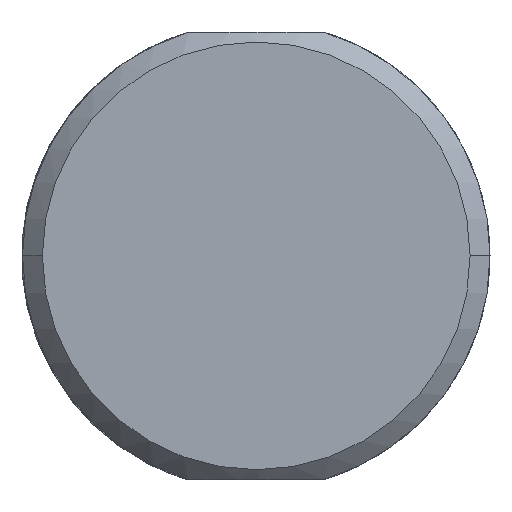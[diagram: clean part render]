
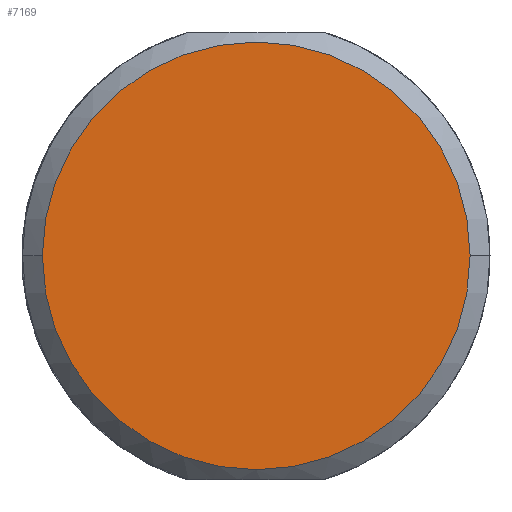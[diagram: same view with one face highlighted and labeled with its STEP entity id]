
A CAD part, front view. The second image highlights one B-rep face of the part: STEP entity #7169.
In plain terms, the highlighted planar face has unit normal (0, -1, 0).
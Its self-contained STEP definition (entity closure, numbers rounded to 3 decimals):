
#1544 = EDGE_CURVE ( 'NONE', #3332, #1694, #4230, .T. ) ;
#1694 = VERTEX_POINT ( 'NONE', #5912 ) ;
#2235 = DIRECTION ( 'NONE',  ( -1., 0., 0. ) ) ;
#3056 = CARTESIAN_POINT ( 'NONE',  ( 0., -60., 0. ) ) ;
#3332 = VERTEX_POINT ( 'NONE', #12245 ) ;
#4230 = CIRCLE ( 'NONE', #7161, 21.5 ) ;
#4599 = CARTESIAN_POINT ( 'NONE',  ( 0., -60., 0. ) ) ;
#5912 = CARTESIAN_POINT ( 'NONE',  ( 21.5, -60., 0. ) ) ;
#7161 = AXIS2_PLACEMENT_3D ( 'NONE', #9854, #14818, #2235 ) ;
#7169 = ADVANCED_FACE ( 'NONE', ( #10475 ), #10356, .F. ) ;
#7344 = CIRCLE ( 'NONE', #16001, 21.5 ) ;
#8081 = DIRECTION ( 'NONE',  ( -1., 0., 0. ) ) ;
#8662 = ORIENTED_EDGE ( 'NONE', *, *, #1544, .T. ) ;
#9736 = DIRECTION ( 'NONE',  ( -1., 0., 0. ) ) ;
#9854 = CARTESIAN_POINT ( 'NONE',  ( 0., -60., 0. ) ) ;
#10317 = ORIENTED_EDGE ( 'NONE', *, *, #12201, .T. ) ;
#10356 = PLANE ( 'NONE',  #15318 ) ;
#10475 = FACE_OUTER_BOUND ( 'NONE', #12251, .T. ) ;
#12201 = EDGE_CURVE ( 'NONE', #1694, #3332, #7344, .T. ) ;
#12245 = CARTESIAN_POINT ( 'NONE',  ( -21.5, -60., 0. ) ) ;
#12251 = EDGE_LOOP ( 'NONE', ( #8662, #10317 ) ) ;
#14818 = DIRECTION ( 'NONE',  ( 0., -1., 0. ) ) ;
#15318 = AXIS2_PLACEMENT_3D ( 'NONE', #3056, #15664, #8081 ) ;
#15664 = DIRECTION ( 'NONE',  ( 0., 1., 0. ) ) ;
#16001 = AXIS2_PLACEMENT_3D ( 'NONE', #4599, #16091, #9736 ) ;
#16091 = DIRECTION ( 'NONE',  ( 0., -1., 0. ) ) ;
